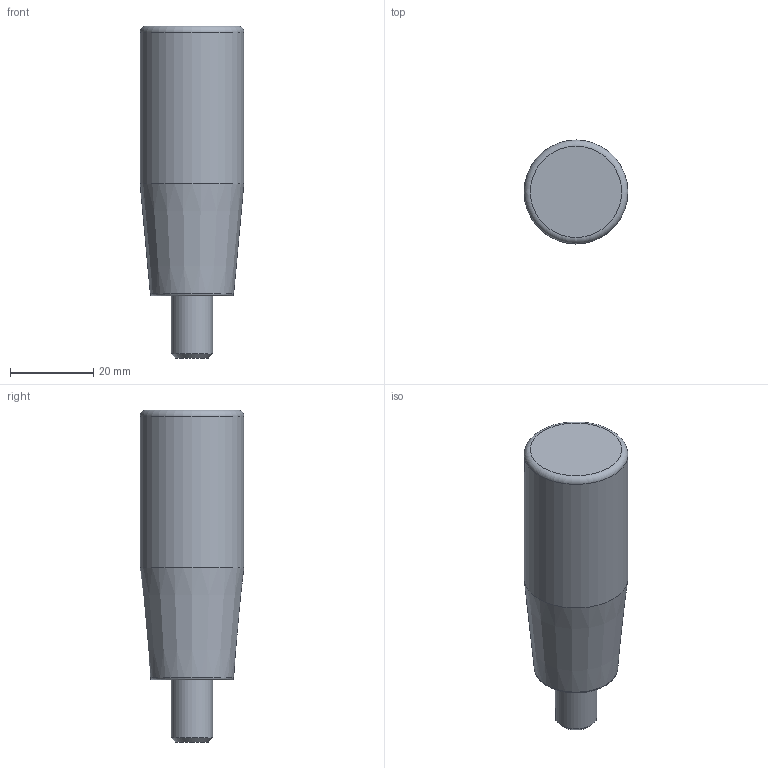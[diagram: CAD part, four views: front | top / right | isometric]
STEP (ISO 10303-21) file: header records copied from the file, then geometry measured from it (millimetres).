
FILE_DESCRIPTION( ( 'Unknown' ), '1' );
FILE_NAME( '6139015_MCF25x65_M10x15.stp', 'Unknown', ( 'Unknown' ), ( 'Unknown' ), 'PSStep 11.0', 'Unknown', ' ' );
FILE_SCHEMA( ( 'AUTOMOTIVE_DESIGN { 1 0 10303 214 1 1 1 1 }' ) );
Length unit declared in the file: millimetre
Products named in the file (1): 8900066
Bounding box: 25 x 25 x 80 mm (x, y, z)
Volume: 29683.4 mm3; surface area: 6616.9 mm2
Topology: 1 solids, 2 shells, 15 faces, 30 edges, 19 vertices
Faces by surface type: plane 4, cylinder 4, cone 4, torus 3
Full cylindrical faces by diameter (mm): 8.376 x2, 10 x1, 25 x1
Entity records: 422 total; most frequent: DIRECTION 58, CARTESIAN_POINT 43, AXIS2_PLACEMENT_3D 29, EDGE_LOOP 26, ORIENTED_EDGE 26, FACE_OUTER_BOUND 22, STYLED_ITEM 15, PRESENTATION_STYLE_ASSIGNMENT 15
